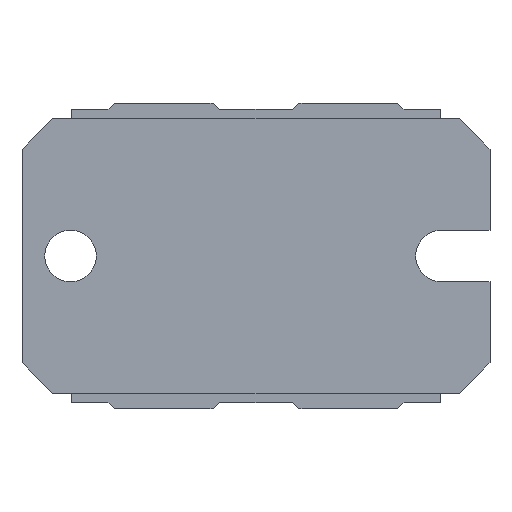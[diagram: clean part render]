
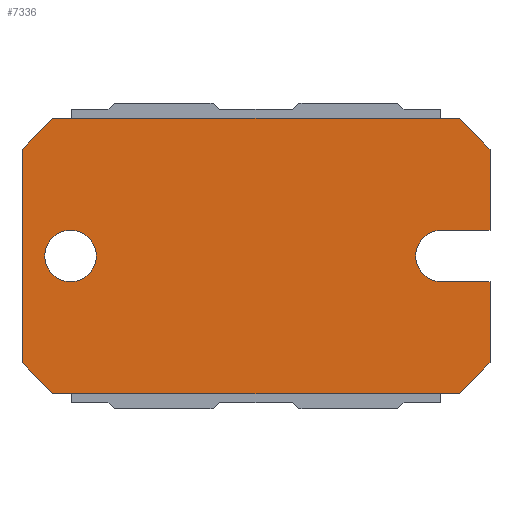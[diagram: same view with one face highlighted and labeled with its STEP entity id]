
A CAD part, front view. The second image highlights one B-rep face of the part: STEP entity #7336.
In plain terms, the highlighted planar face has unit normal (0, -1, 0).
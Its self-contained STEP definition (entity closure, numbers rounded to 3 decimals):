
#1 = EDGE_CURVE ( 'NONE', #4152, #5402, #4542, .T. ) ;
#25 = VERTEX_POINT ( 'NONE', #2949 ) ;
#47 = ORIENTED_EDGE ( 'NONE', *, *, #635, .F. ) ;
#59 = EDGE_CURVE ( 'NONE', #6230, #7602, #2953, .T. ) ;
#127 = ORIENTED_EDGE ( 'NONE', *, *, #783, .F. ) ;
#196 = DIRECTION ( 'NONE',  ( 0., 0., 1. ) ) ;
#200 = DIRECTION ( 'NONE',  ( 0., 0., 1. ) ) ;
#253 = CARTESIAN_POINT ( 'NONE',  ( -1.45, 0., 11.2 ) ) ;
#439 = VECTOR ( 'NONE', #4839, 1000. ) ;
#440 = LINE ( 'NONE', #1559, #6517 ) ;
#490 = VERTEX_POINT ( 'NONE', #854 ) ;
#495 = CARTESIAN_POINT ( 'NONE',  ( 34.15, 0., 8.7 ) ) ;
#521 = CARTESIAN_POINT ( 'NONE',  ( -1.45, 0., 11.2 ) ) ;
#537 = CARTESIAN_POINT ( 'NONE',  ( 30.2, 0., 2.1 ) ) ;
#550 = CIRCLE ( 'NONE', #5271, 2.1 ) ;
#552 = CARTESIAN_POINT ( 'NONE',  ( 30.2, 0., -2.1 ) ) ;
#567 = VERTEX_POINT ( 'NONE', #2467 ) ;
#635 = EDGE_CURVE ( 'NONE', #1494, #2866, #1995, .T. ) ;
#680 = EDGE_CURVE ( 'NONE', #2938, #2678, #5141, .T. ) ;
#735 = CARTESIAN_POINT ( 'NONE',  ( -3.95, 0., -8.7 ) ) ;
#764 = CIRCLE ( 'NONE', #5064, 2.1 ) ;
#783 = EDGE_CURVE ( 'NONE', #567, #2938, #4041, .T. ) ;
#818 = LINE ( 'NONE', #6661, #6909 ) ;
#854 = CARTESIAN_POINT ( 'NONE',  ( 30.2, 0., 2.1 ) ) ;
#1063 = CARTESIAN_POINT ( 'NONE',  ( 0., 0., 0. ) ) ;
#1065 = EDGE_CURVE ( 'NONE', #7602, #567, #818, .T. ) ;
#1106 = DIRECTION ( 'NONE',  ( -1., 0., 0. ) ) ;
#1120 = CARTESIAN_POINT ( 'NONE',  ( -3.95, 0., -8.7 ) ) ;
#1127 = DIRECTION ( 'NONE',  ( 1., 0., 0. ) ) ;
#1145 = DIRECTION ( 'NONE',  ( 0., 0., 1. ) ) ;
#1193 = ORIENTED_EDGE ( 'NONE', *, *, #4709, .F. ) ;
#1260 = DIRECTION ( 'NONE',  ( 0., 1., 0. ) ) ;
#1276 = DIRECTION ( 'NONE',  ( 0., 0., -1. ) ) ;
#1367 = EDGE_CURVE ( 'NONE', #6861, #25, #550, .T. ) ;
#1384 = VERTEX_POINT ( 'NONE', #495 ) ;
#1426 = LINE ( 'NONE', #1866, #4373 ) ;
#1455 = CARTESIAN_POINT ( 'NONE',  ( 0., 0., 0. ) ) ;
#1494 = VERTEX_POINT ( 'NONE', #521 ) ;
#1559 = CARTESIAN_POINT ( 'NONE',  ( 31.65, 0., 11.2 ) ) ;
#1646 = VECTOR ( 'NONE', #4360, 1000. ) ;
#1681 = CARTESIAN_POINT ( 'NONE',  ( 34.15, 0., -8.7 ) ) ;
#1866 = CARTESIAN_POINT ( 'NONE',  ( 34.15, 0., 2.1 ) ) ;
#1995 = LINE ( 'NONE', #7227, #439 ) ;
#2067 = ORIENTED_EDGE ( 'NONE', *, *, #680, .F. ) ;
#2182 = FACE_OUTER_BOUND ( 'NONE', #2960, .T. ) ;
#2272 = ORIENTED_EDGE ( 'NONE', *, *, #1, .F. ) ;
#2297 = VECTOR ( 'NONE', #1106, 1000. ) ;
#2303 = DIRECTION ( 'NONE',  ( -0.707, 0., -0.707 ) ) ;
#2467 = CARTESIAN_POINT ( 'NONE',  ( -1.45, 0., -11.2 ) ) ;
#2671 = VERTEX_POINT ( 'NONE', #5933 ) ;
#2678 = VERTEX_POINT ( 'NONE', #7137 ) ;
#2743 = EDGE_CURVE ( 'NONE', #490, #4152, #4535, .T. ) ;
#2797 = CARTESIAN_POINT ( 'NONE',  ( 30.2, 0., 0. ) ) ;
#2866 = VERTEX_POINT ( 'NONE', #5789 ) ;
#2876 = AXIS2_PLACEMENT_3D ( 'NONE', #2797, #6937, #3402 ) ;
#2919 = DIRECTION ( 'NONE',  ( -1., 0., 0. ) ) ;
#2938 = VERTEX_POINT ( 'NONE', #1120 ) ;
#2949 = CARTESIAN_POINT ( 'NONE',  ( 0., 0., 2.1 ) ) ;
#2953 = LINE ( 'NONE', #5847, #6290 ) ;
#2960 = EDGE_LOOP ( 'NONE', ( #47, #6856, #2067, #127, #7289, #3369, #1193, #2272, #6112, #3421, #6765, #6672 ) ) ;
#3290 = CARTESIAN_POINT ( 'NONE',  ( 0., 0., -2.1 ) ) ;
#3320 = CARTESIAN_POINT ( 'NONE',  ( 31.65, 0., -11.2 ) ) ;
#3369 = ORIENTED_EDGE ( 'NONE', *, *, #59, .F. ) ;
#3402 = DIRECTION ( 'NONE',  ( 0., 0., 1. ) ) ;
#3421 = ORIENTED_EDGE ( 'NONE', *, *, #6258, .F. ) ;
#3486 = CARTESIAN_POINT ( 'NONE',  ( 34.15, 0., -2.1 ) ) ;
#3491 = EDGE_CURVE ( 'NONE', #25, #6861, #764, .T. ) ;
#3707 = CARTESIAN_POINT ( 'NONE',  ( 30.2, 0., -2.1 ) ) ;
#3712 = DIRECTION ( 'NONE',  ( 0., 1., 0. ) ) ;
#3840 = CARTESIAN_POINT ( 'NONE',  ( 34.15, 0., -8.7 ) ) ;
#4041 = LINE ( 'NONE', #4479, #5614 ) ;
#4152 = VERTEX_POINT ( 'NONE', #3707 ) ;
#4338 = DIRECTION ( 'NONE',  ( -0.707, 0., 0.707 ) ) ;
#4360 = DIRECTION ( 'NONE',  ( 0.707, 0., 0.707 ) ) ;
#4373 = VECTOR ( 'NONE', #1276, 1000. ) ;
#4479 = CARTESIAN_POINT ( 'NONE',  ( -1.45, 0., -11.2 ) ) ;
#4535 = CIRCLE ( 'NONE', #2876, 2.1 ) ;
#4542 = LINE ( 'NONE', #552, #6102 ) ;
#4709 = EDGE_CURVE ( 'NONE', #5402, #6230, #7447, .T. ) ;
#4785 = DIRECTION ( 'NONE',  ( 0., 0., 1. ) ) ;
#4794 = ORIENTED_EDGE ( 'NONE', *, *, #3491, .T. ) ;
#4839 = DIRECTION ( 'NONE',  ( 1., 0., 0. ) ) ;
#4860 = PLANE ( 'NONE',  #5909 ) ;
#4920 = ORIENTED_EDGE ( 'NONE', *, *, #1367, .T. ) ;
#4928 = VECTOR ( 'NONE', #4785, 1000. ) ;
#4939 = DIRECTION ( 'NONE',  ( 0., 1., 0. ) ) ;
#4943 = EDGE_CURVE ( 'NONE', #2678, #1494, #6161, .T. ) ;
#5064 = AXIS2_PLACEMENT_3D ( 'NONE', #1063, #1260, #200 ) ;
#5066 = EDGE_CURVE ( 'NONE', #2866, #1384, #440, .T. ) ;
#5081 = DIRECTION ( 'NONE',  ( 0.707, 0., -0.707 ) ) ;
#5141 = LINE ( 'NONE', #735, #4928 ) ;
#5271 = AXIS2_PLACEMENT_3D ( 'NONE', #1455, #4939, #1145 ) ;
#5314 = FACE_BOUND ( 'NONE', #6000, .T. ) ;
#5402 = VERTEX_POINT ( 'NONE', #3486 ) ;
#5614 = VECTOR ( 'NONE', #4338, 1000. ) ;
#5708 = EDGE_CURVE ( 'NONE', #1384, #2671, #1426, .T. ) ;
#5789 = CARTESIAN_POINT ( 'NONE',  ( 31.65, 0., 11.2 ) ) ;
#5847 = CARTESIAN_POINT ( 'NONE',  ( 31.65, 0., -11.2 ) ) ;
#5909 = AXIS2_PLACEMENT_3D ( 'NONE', #7248, #3712, #196 ) ;
#5933 = CARTESIAN_POINT ( 'NONE',  ( 34.15, 0., 2.1 ) ) ;
#6000 = EDGE_LOOP ( 'NONE', ( #4920, #4794 ) ) ;
#6102 = VECTOR ( 'NONE', #1127, 1000. ) ;
#6112 = ORIENTED_EDGE ( 'NONE', *, *, #2743, .F. ) ;
#6161 = LINE ( 'NONE', #253, #1646 ) ;
#6230 = VERTEX_POINT ( 'NONE', #1681 ) ;
#6241 = DIRECTION ( 'NONE',  ( 0., 0., -1. ) ) ;
#6258 = EDGE_CURVE ( 'NONE', #2671, #490, #7004, .T. ) ;
#6290 = VECTOR ( 'NONE', #2303, 1000. ) ;
#6517 = VECTOR ( 'NONE', #5081, 1000. ) ;
#6661 = CARTESIAN_POINT ( 'NONE',  ( 31.65, 0., -11.2 ) ) ;
#6672 = ORIENTED_EDGE ( 'NONE', *, *, #5066, .F. ) ;
#6695 = VECTOR ( 'NONE', #6241, 1000. ) ;
#6765 = ORIENTED_EDGE ( 'NONE', *, *, #5708, .F. ) ;
#6856 = ORIENTED_EDGE ( 'NONE', *, *, #4943, .F. ) ;
#6861 = VERTEX_POINT ( 'NONE', #3290 ) ;
#6909 = VECTOR ( 'NONE', #2919, 1000. ) ;
#6937 = DIRECTION ( 'NONE',  ( 0., -1., 0. ) ) ;
#7004 = LINE ( 'NONE', #537, #2297 ) ;
#7137 = CARTESIAN_POINT ( 'NONE',  ( -3.95, 0., 8.7 ) ) ;
#7227 = CARTESIAN_POINT ( 'NONE',  ( 31.65, 0., 11.2 ) ) ;
#7248 = CARTESIAN_POINT ( 'NONE',  ( 30.2, 0., 0. ) ) ;
#7289 = ORIENTED_EDGE ( 'NONE', *, *, #1065, .F. ) ;
#7336 = ADVANCED_FACE ( 'NONE', ( #2182, #5314 ), #4860, .F. ) ;
#7447 = LINE ( 'NONE', #3840, #6695 ) ;
#7602 = VERTEX_POINT ( 'NONE', #3320 ) ;
